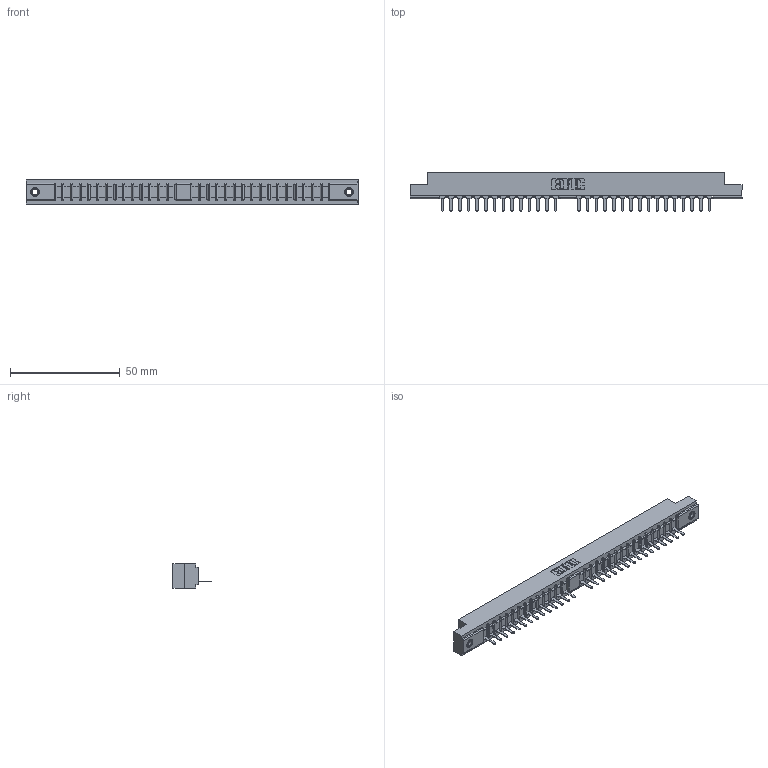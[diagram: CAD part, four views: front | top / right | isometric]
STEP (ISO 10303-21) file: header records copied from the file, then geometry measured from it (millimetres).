
FILE_DESCRIPTION (( 'STEP AP203' ), '1' );
FILE_NAME ('310-030-521-107.STEP', '2020-03-25T13:31:10', ( '' ), ( '' ), 'SwSTEP 2.0', 'SolidWorks 2016', '' );
FILE_SCHEMA (( 'CONFIG_CONTROL_DESIGN' ));
Length unit declared in the file: millimetre
Products named in the file (4): 310 Part_.116 Hex; 345-250-001_345-250-005-103; 310-030-521-107; 307-290-002_521
Assembly tree (33 placements, depth 2):
  310-030-521-107
    310 Part_.116 Hex
    307-290-002_521  x30
    345-250-001_345-250-005-103  x2
Bounding box: 151.21 x 17.37 x 10.97 mm (x, y, z)
Volume: 13089.9 mm3; surface area: 18403.3 mm2
Topology: 33 solids, 33 shells, 2446 faces, 7457 edges, 4874 vertices
Faces by surface type: plane 1466, cylinder 900, sphere 64, cone 12, torus 4
Entity records: 29525 total; most frequent: CARTESIAN_POINT 4960, ORIENTED_EDGE 4942, DIRECTION 4835, EDGE_CURVE 2471, LINE 1893, VECTOR 1893, VERTEX_POINT 1596, AXIS2_PLACEMENT_3D 1471
